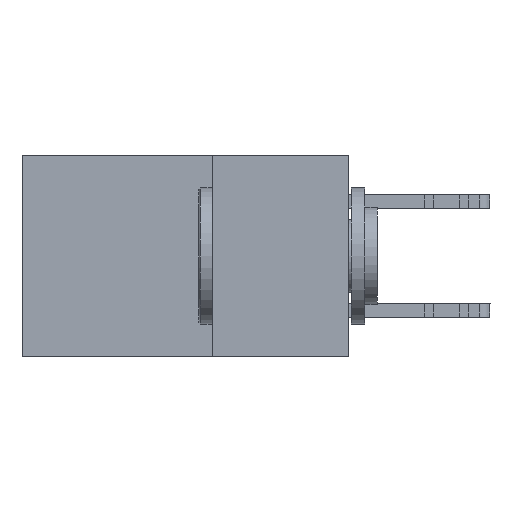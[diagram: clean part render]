
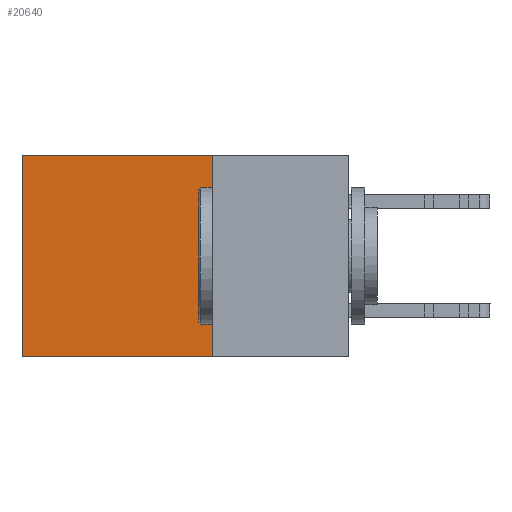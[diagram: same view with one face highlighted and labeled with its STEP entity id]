
A CAD part, left-side view. The second image highlights one B-rep face of the part: STEP entity #20640.
In plain terms, the highlighted planar face has unit normal (-1, 0, 0).
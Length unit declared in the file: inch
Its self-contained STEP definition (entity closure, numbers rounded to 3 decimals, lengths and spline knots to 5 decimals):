
#521 = LINE ( 'NONE', #10326, #5354 ) ;
#731 = LINE ( 'NONE', #3650, #5551 ) ;
#1203 = ORIENTED_EDGE ( 'NONE', *, *, #5924, .T. ) ;
#2231 = DIRECTION ( 'NONE',  ( 0., 1., 0. ) ) ;
#2437 = CARTESIAN_POINT ( 'NONE',  ( 0.2615, 0.25, 0. ) ) ;
#3231 = VECTOR ( 'NONE', #2231, 39.37008 ) ;
#3650 = CARTESIAN_POINT ( 'NONE',  ( 0.2615, 0.25, -0.37 ) ) ;
#4792 = FACE_OUTER_BOUND ( 'NONE', #24191, .T. ) ;
#5354 = VECTOR ( 'NONE', #16453, 39.37008 ) ;
#5508 = ORIENTED_EDGE ( 'NONE', *, *, #15362, .T. ) ;
#5523 = AXIS2_PLACEMENT_3D ( 'NONE', #18135, #22058, #10053 ) ;
#5551 = VECTOR ( 'NONE', #23829, 39.37008 ) ;
#5924 = EDGE_CURVE ( 'NONE', #21138, #20271, #14233, .T. ) ;
#6806 = CARTESIAN_POINT ( 'NONE',  ( 0.2615, 0.6, 0. ) ) ;
#7147 = CARTESIAN_POINT ( 'NONE',  ( 0.2615, 0.25, -0.37 ) ) ;
#10053 = DIRECTION ( 'NONE',  ( 0., 0., -1. ) ) ;
#10125 = VECTOR ( 'NONE', #22133, 39.37008 ) ;
#10132 = CARTESIAN_POINT ( 'NONE',  ( 0.2615, 0.25, -0.37 ) ) ;
#10135 = CARTESIAN_POINT ( 'NONE',  ( 0.2615, 0.25, 0. ) ) ;
#10315 = EDGE_CURVE ( 'NONE', #15685, #25878, #20802, .T. ) ;
#10326 = CARTESIAN_POINT ( 'NONE',  ( 0.2615, 0.6, -0.37 ) ) ;
#11133 = ORIENTED_EDGE ( 'NONE', *, *, #18430, .F. ) ;
#13884 = ORIENTED_EDGE ( 'NONE', *, *, #10315, .F. ) ;
#14103 = PLANE ( 'NONE',  #5523 ) ;
#14233 = LINE ( 'NONE', #2437, #3231 ) ;
#15362 = EDGE_CURVE ( 'NONE', #20271, #25878, #521, .T. ) ;
#15685 = VERTEX_POINT ( 'NONE', #7147 ) ;
#16453 = DIRECTION ( 'NONE',  ( 0., 0., -1. ) ) ;
#18135 = CARTESIAN_POINT ( 'NONE',  ( 0.2615, 0.25, -0.37 ) ) ;
#18430 = EDGE_CURVE ( 'NONE', #21138, #15685, #731, .T. ) ;
#20271 = VERTEX_POINT ( 'NONE', #6806 ) ;
#20640 = ADVANCED_FACE ( 'NONE', ( #4792 ), #14103, .F. ) ;
#20802 = LINE ( 'NONE', #10132, #10125 ) ;
#21138 = VERTEX_POINT ( 'NONE', #10135 ) ;
#21549 = CARTESIAN_POINT ( 'NONE',  ( 0.2615, 0.6, -0.37 ) ) ;
#22058 = DIRECTION ( 'NONE',  ( 1., 0., 0. ) ) ;
#22133 = DIRECTION ( 'NONE',  ( 0., 1., 0. ) ) ;
#23829 = DIRECTION ( 'NONE',  ( 0., 0., -1. ) ) ;
#24191 = EDGE_LOOP ( 'NONE', ( #5508, #13884, #11133, #1203 ) ) ;
#25878 = VERTEX_POINT ( 'NONE', #21549 ) ;
